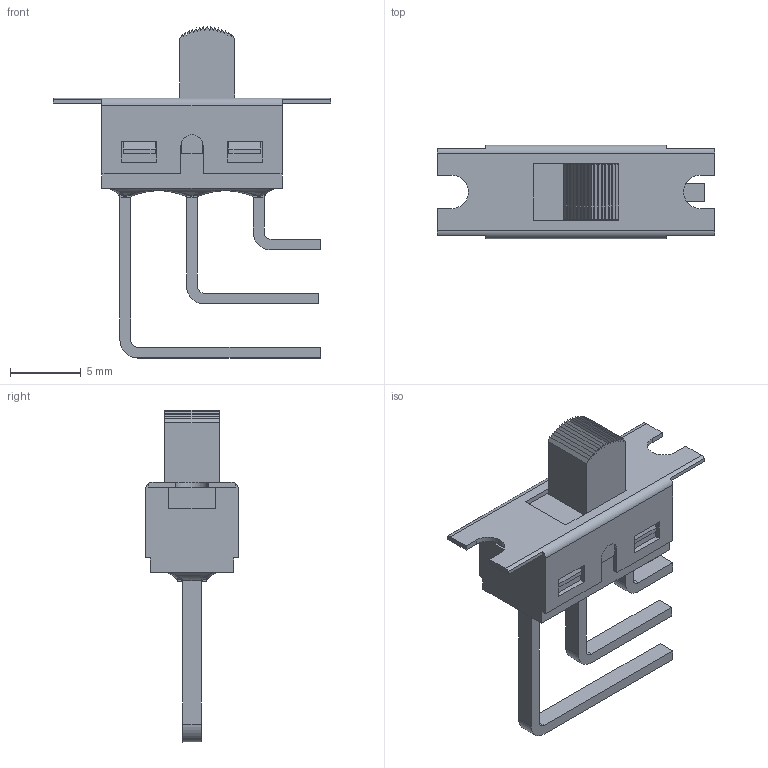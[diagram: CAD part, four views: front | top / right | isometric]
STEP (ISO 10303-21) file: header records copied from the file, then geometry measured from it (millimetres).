
FILE_DESCRIPTION((' '),'2;1');
FILE_NAME('500SSPxS1M7xEB.stp','2017-07-28T14:38:58',(' '),(' '),' ','ACIS',' ');
FILE_SCHEMA(('CONFIG_CONTROL_DESIGN'));
Length unit declared in the file: inch
Products named in the file (1): 500SSPxS1M7xEB.stp
Bounding box: 19.56 x 6.6 x 23.42 mm (x, y, z)
Volume: 409.9 mm3; surface area: 1113.2 mm2
Topology: 1 solids, 2 shells, 211 faces, 606 edges, 407 vertices
Faces by surface type: plane 181, cylinder 21, bspline 8, cone 1
Full cylindrical faces by diameter (mm): 2.4 x1
Entity records: 7420 total; most frequent: CARTESIAN_POINT 1789, ORIENTED_EDGE 1208, DIRECTION 1049, EDGE_CURVE 604, VECTOR 511, LINE 511, VERTEX_POINT 407, AXIS2_PLACEMENT_3D 269
